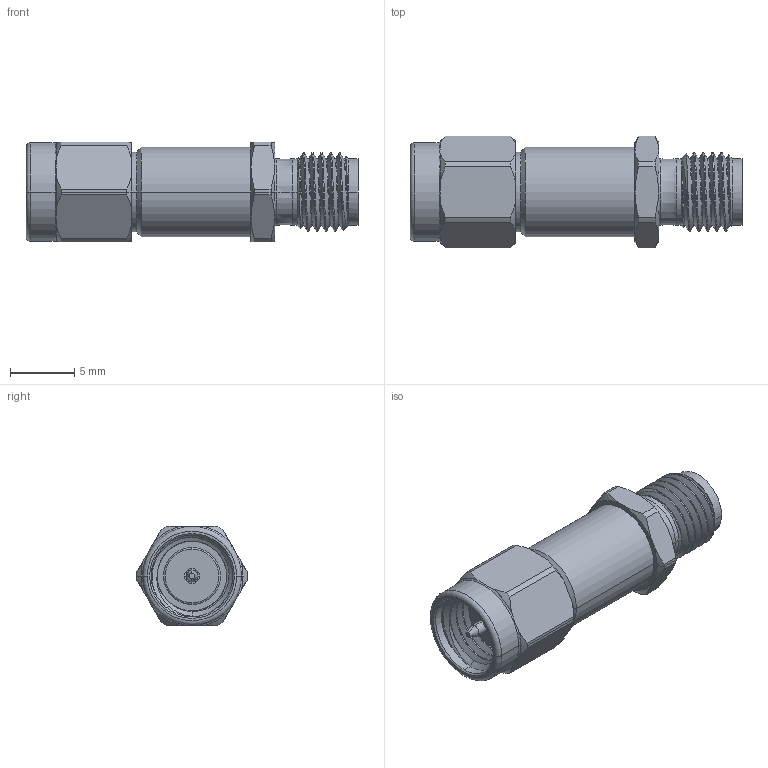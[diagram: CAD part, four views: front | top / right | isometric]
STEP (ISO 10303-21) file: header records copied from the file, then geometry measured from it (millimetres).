
FILE_DESCRIPTION (( 'STEP AP214' ), '1' );
FILE_NAME ('FMAT7700-30_3D.step', '2024-12-11T19:25:38', ( '' ), ( '' ), 'SwSTEP 2.0', 'SolidWorks 2022', '' );
FILE_SCHEMA (( 'AUTOMOTIVE_DESIGN' ));
Length unit declared in the file: inch
Products named in the file (1): FMAT7700-30_3D
Bounding box: 25.91 x 8.71 x 7.77 mm (x, y, z)
Volume: 874 mm3; surface area: 977.2 mm2
Topology: 1 solids, 1 shells, 137 faces, 342 edges, 217 vertices
Faces by surface type: cylinder 62, cone 37, plane 24, bspline 8, torus 6
Entity records: 7637 total; most frequent: CARTESIAN_POINT 4524, ORIENTED_EDGE 684, DIRECTION 607, EDGE_CURVE 342, AXIS2_PLACEMENT_3D 253, VERTEX_POINT 217, EDGE_LOOP 147, FACE_OUTER_BOUND 137
